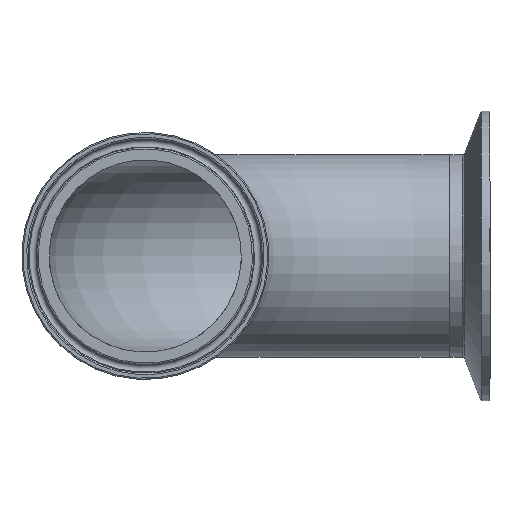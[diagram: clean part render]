
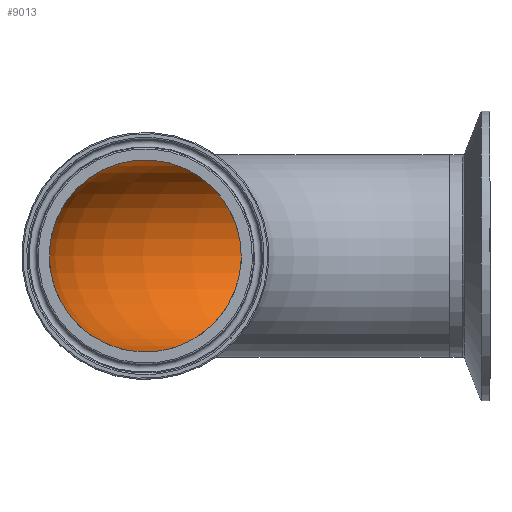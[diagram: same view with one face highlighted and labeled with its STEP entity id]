
A CAD part, front view. The second image highlights one B-rep face of the part: STEP entity #9013.
In plain terms, the highlighted toroidal (fillet/blend) face has major radius 95.25 mm and minor radius 30.099 mm.
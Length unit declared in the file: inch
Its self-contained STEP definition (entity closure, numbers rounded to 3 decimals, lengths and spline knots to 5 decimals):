
#87=CIRCLE('',#9365,1.185);
#88=CIRCLE('',#9366,1.185);
#89=CIRCLE('',#9367,2.565);
#90=CIRCLE('',#9368,1.185);
#91=CIRCLE('',#9369,1.185);
#1954=FACE_OUTER_BOUND('',#2493,.T.);
#2493=EDGE_LOOP('',(#8314,#8315,#8316,#8317,#8318,#8319));
#4247=VERTEX_POINT('',#20759);
#4248=VERTEX_POINT('',#20760);
#4249=VERTEX_POINT('',#20763);
#4250=VERTEX_POINT('',#20765);
#5615=EDGE_CURVE('',#4247,#4248,#87,.T.);
#5616=EDGE_CURVE('',#4248,#4247,#88,.T.);
#5617=EDGE_CURVE('',#4248,#4249,#89,.T.);
#5618=EDGE_CURVE('',#4250,#4249,#90,.T.);
#5619=EDGE_CURVE('',#4249,#4250,#91,.T.);
#8314=ORIENTED_EDGE('',*,*,#5615,.F.);
#8315=ORIENTED_EDGE('',*,*,#5616,.F.);
#8316=ORIENTED_EDGE('',*,*,#5617,.T.);
#8317=ORIENTED_EDGE('',*,*,#5618,.F.);
#8318=ORIENTED_EDGE('',*,*,#5619,.F.);
#8319=ORIENTED_EDGE('',*,*,#5617,.F.);
#8482=TOROIDAL_SURFACE('',#9364,3.75,1.185);
#9013=ADVANCED_FACE('',(#1954),#8482,.F.);
#9364=AXIS2_PLACEMENT_3D('',#20758,#10484,#10485);
#9365=AXIS2_PLACEMENT_3D('',#20761,#10486,#10487);
#9366=AXIS2_PLACEMENT_3D('',#20762,#10488,#10489);
#9367=AXIS2_PLACEMENT_3D('',#20764,#10490,#10491);
#9368=AXIS2_PLACEMENT_3D('',#20766,#10492,#10493);
#9369=AXIS2_PLACEMENT_3D('',#20767,#10494,#10495);
#10484=DIRECTION('center_axis',(0.,0.,
1.));
#10485=DIRECTION('ref_axis',(0.,1.,0.));
#10486=DIRECTION('center_axis',(-1.,0.,0.));
#10487=DIRECTION('ref_axis',(0.,1.,0.));
#10488=DIRECTION('center_axis',(-1.,0.,0.));
#10489=DIRECTION('ref_axis',(0.,1.,0.));
#10490=DIRECTION('center_axis',(0.,0.,
1.));
#10491=DIRECTION('ref_axis',(0.,1.,0.));
#10492=DIRECTION('center_axis',(0.,1.,0.));
#10493=DIRECTION('ref_axis',(-1.,0.,0.));
#10494=DIRECTION('center_axis',(0.,1.,0.));
#10495=DIRECTION('ref_axis',(-1.,0.,0.));
#20758=CARTESIAN_POINT('Origin',(0.,-3.75,0.));
#20759=CARTESIAN_POINT('',(0.,1.185,0.));
#20760=CARTESIAN_POINT('',(0.,-1.185,0.));
#20761=CARTESIAN_POINT('Origin',(0.,0.,
0.));
#20762=CARTESIAN_POINT('Origin',(0.,0.,
0.));
#20763=CARTESIAN_POINT('',(-2.565,-3.75,0.));
#20764=CARTESIAN_POINT('Origin',(0.,-3.75,0.));
#20765=CARTESIAN_POINT('',(-4.935,-3.75,0.));
#20766=CARTESIAN_POINT('Origin',(-3.75,-3.75,0.));
#20767=CARTESIAN_POINT('Origin',(-3.75,-3.75,0.));
